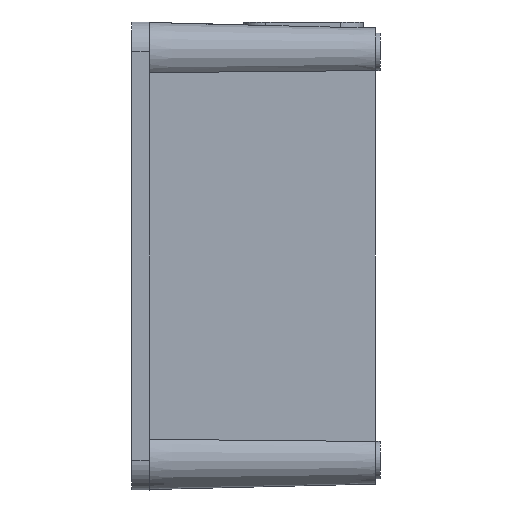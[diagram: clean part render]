
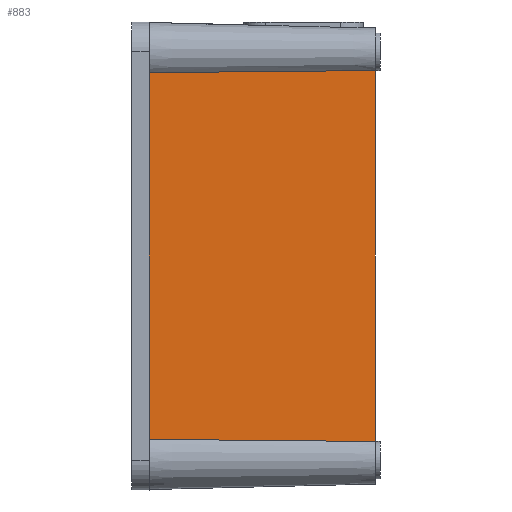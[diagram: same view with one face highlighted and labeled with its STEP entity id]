
A CAD part, left-side view. The second image highlights one B-rep face of the part: STEP entity #883.
In plain terms, the highlighted planar face has unit normal (-1, -0.026, 0).
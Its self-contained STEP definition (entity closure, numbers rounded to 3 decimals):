
#830 = ORIENTED_EDGE ( 'NONE', *, *, #885, .F. ) ;
#835 = EDGE_CURVE ( 'NONE', #879, #870, #13179, .T. ) ;
#838 = EDGE_CURVE ( 'NONE', #888, #870, #13255, .T. ) ;
#842 = ORIENTED_EDGE ( 'NONE', *, *, #838, .T. ) ;
#849 = EDGE_CURVE ( 'NONE', #889, #879, #13234, .T. ) ;
#870 = VERTEX_POINT ( 'NONE', #13295 ) ;
#879 = VERTEX_POINT ( 'NONE', #13330 ) ;
#883 = ADVANCED_FACE ( 'NONE', ( #13354 ), #13318, .T. ) ;
#885 = EDGE_CURVE ( 'NONE', #888, #889, #13368, .T. ) ;
#887 = EDGE_LOOP ( 'NONE', ( #895, #830, #842, #910 ) ) ;
#888 = VERTEX_POINT ( 'NONE', #13352 ) ;
#889 = VERTEX_POINT ( 'NONE', #13351 ) ;
#895 = ORIENTED_EDGE ( 'NONE', *, *, #849, .F. ) ;
#910 = ORIENTED_EDGE ( 'NONE', *, *, #835, .F. ) ;
#13179 =( BOUNDED_CURVE ( )  B_SPLINE_CURVE ( 3, ( #13226, #13225, #13224, #13223 ),
 .UNSPECIFIED., .F., .T. ) 
 B_SPLINE_CURVE_WITH_KNOTS ( ( 4, 4 ),
 ( 2.296, 2.404 ),
 .UNSPECIFIED. ) 
 CURVE ( )  GEOMETRIC_REPRESENTATION_ITEM ( )  RATIONAL_B_SPLINE_CURVE ( ( 1., 0.999, 0.999, 1. ) ) 
 REPRESENTATION_ITEM ( '' )  );
#13223 = CARTESIAN_POINT ( 'NONE',  ( -88., 0., 74.5 ) ) ;
#13224 = CARTESIAN_POINT ( 'NONE',  ( -88.75, 28.641, 74.203 ) ) ;
#13225 = CARTESIAN_POINT ( 'NONE',  ( -89.543, 58.937, 73.922 ) ) ;
#13226 = CARTESIAN_POINT ( 'NONE',  ( -90.378, 90.8, 73.656 ) ) ;
#13234 = LINE ( 'NONE', #13245, #13246 ) ;
#13244 = DIRECTION ( 'NONE',  ( 0., 0., 1. ) ) ;
#13245 = CARTESIAN_POINT ( 'NONE',  ( -90.378, 90.8, -83. ) ) ;
#13246 = VECTOR ( 'NONE', #13244, 1000. ) ;
#13250 = DIRECTION ( 'NONE',  ( 0., 0., 1. ) ) ;
#13251 = VECTOR ( 'NONE', #13250, 1000. ) ;
#13254 = CARTESIAN_POINT ( 'NONE',  ( -88., 0., -83. ) ) ;
#13255 = LINE ( 'NONE', #13254, #13251 ) ;
#13295 = CARTESIAN_POINT ( 'NONE',  ( -88., 0., 74.5 ) ) ;
#13318 = PLANE ( 'NONE',  #13325 ) ;
#13325 = AXIS2_PLACEMENT_3D ( 'NONE', #13338, #13337, #13336 ) ;
#13330 = CARTESIAN_POINT ( 'NONE',  ( -90.378, 90.8, 73.656 ) ) ;
#13336 = DIRECTION ( 'NONE',  ( 0.026, -1., 0. ) ) ;
#13337 = DIRECTION ( 'NONE',  ( -1., -0.026, 0. ) ) ;
#13338 = CARTESIAN_POINT ( 'NONE',  ( -88., 0., -83. ) ) ;
#13351 = CARTESIAN_POINT ( 'NONE',  ( -90.378, 90.8, -73.656 ) ) ;
#13352 = CARTESIAN_POINT ( 'NONE',  ( -88., 0., -74.5 ) ) ;
#13354 = FACE_OUTER_BOUND ( 'NONE', #887, .T. ) ;
#13364 = CARTESIAN_POINT ( 'NONE',  ( -90.378, 90.8, -73.656 ) ) ;
#13365 = CARTESIAN_POINT ( 'NONE',  ( -89.543, 58.937, -73.922 ) ) ;
#13366 = CARTESIAN_POINT ( 'NONE',  ( -88.75, 28.641, -74.203 ) ) ;
#13367 = CARTESIAN_POINT ( 'NONE',  ( -88., 0., -74.5 ) ) ;
#13368 =( BOUNDED_CURVE ( )  B_SPLINE_CURVE ( 3, ( #13367, #13366, #13365, #13364 ),
 .UNSPECIFIED., .F., .T. ) 
 B_SPLINE_CURVE_WITH_KNOTS ( ( 4, 4 ),
 ( 3.879, 3.987 ),
 .UNSPECIFIED. ) 
 CURVE ( )  GEOMETRIC_REPRESENTATION_ITEM ( )  RATIONAL_B_SPLINE_CURVE ( ( 1., 0.999, 0.999, 1. ) ) 
 REPRESENTATION_ITEM ( '' )  );
